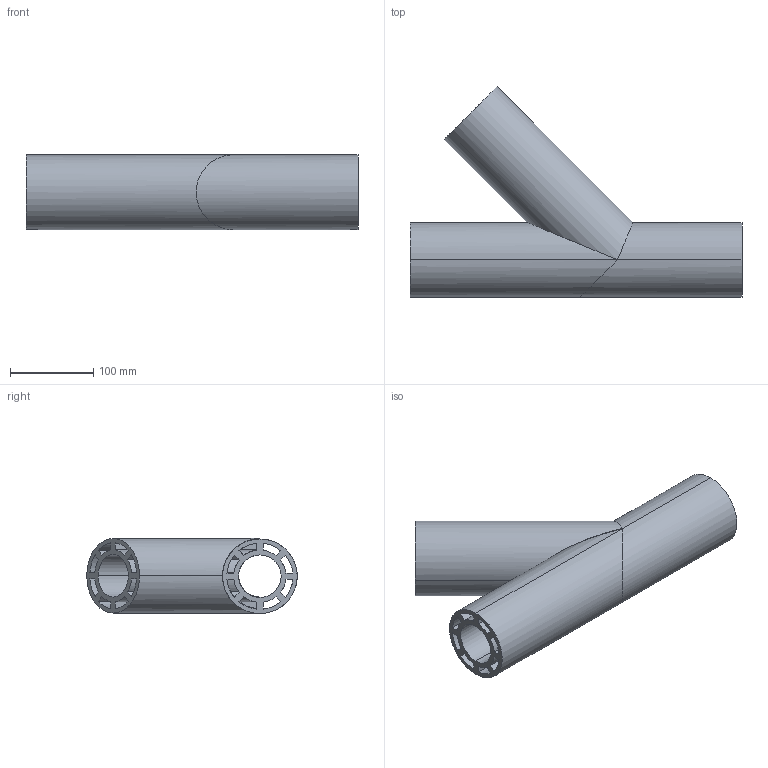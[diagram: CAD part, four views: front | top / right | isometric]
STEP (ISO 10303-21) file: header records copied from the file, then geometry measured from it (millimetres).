
FILE_DESCRIPTION (( 'STEP AP203' ), '1' );
FILE_NAME ('--7874338.STEP', '2015-03-23T14:01:33', ( 'enduser' ), ( '' ), 'SwSTEP 2.0', 'SolidWorks 2014', '' );
FILE_SCHEMA (( 'CONFIG_CONTROL_DESIGN' ));
Length unit declared in the file: inch
Products named in the file (1): --7874338
Bounding box: 400 x 253.52 x 90.52 mm (x, y, z)
Volume: 1705039.9 mm3; surface area: 551322.2 mm2
Topology: 3 solids, 3 shells, 117 faces, 334 edges, 220 vertices
Faces by surface type: cylinder 60, plane 57
Entity records: 3967 total; most frequent: CARTESIAN_POINT 864, ORIENTED_EDGE 668, DIRECTION 566, EDGE_CURVE 334, VERTEX_POINT 220, VECTOR 210, LINE 210, AXIS2_PLACEMENT_3D 178
